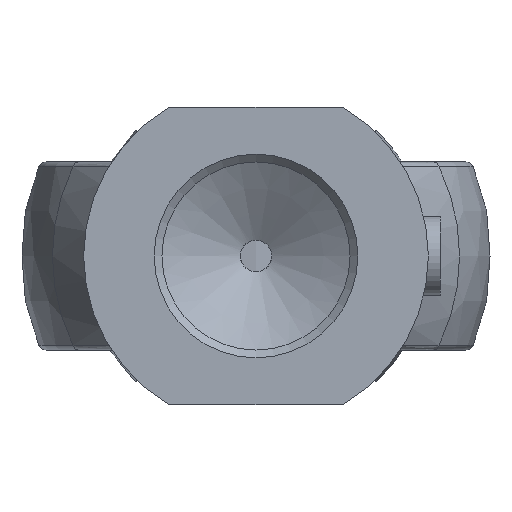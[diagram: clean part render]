
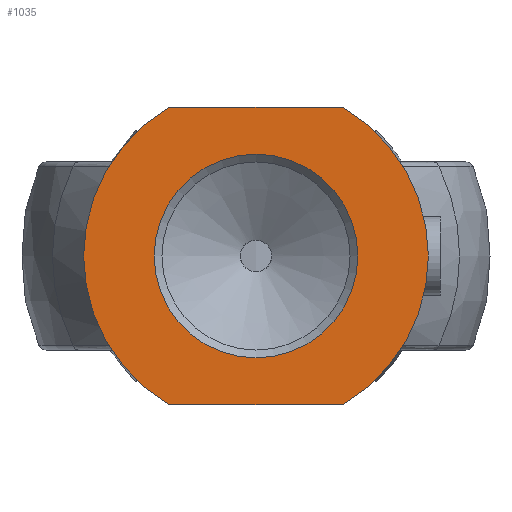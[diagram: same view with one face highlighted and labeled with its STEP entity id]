
A CAD part, front view. The second image highlights one B-rep face of the part: STEP entity #1035.
In plain terms, the highlighted planar face has unit normal (0, -1, 0).
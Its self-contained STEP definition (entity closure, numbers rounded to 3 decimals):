
#5 = VERTEX_POINT ( 'NONE', #2844 ) ;
#50 = EDGE_LOOP ( 'NONE', ( #1378 ) ) ;
#58 = CARTESIAN_POINT ( 'NONE',  ( 0., -50., 0. ) ) ;
#77 = EDGE_CURVE ( 'NONE', #268, #2741, #304, .T. ) ;
#82 = EDGE_CURVE ( 'NONE', #2770, #2770, #931, .T. ) ;
#95 = EDGE_CURVE ( 'NONE', #5, #665, #2664, .T. ) ;
#101 = DIRECTION ( 'NONE',  ( 0., 0., -1. ) ) ;
#160 = EDGE_LOOP ( 'NONE', ( #1825, #1454, #2937, #1103, #453, #738, #493, #2413 ) ) ;
#256 = VERTEX_POINT ( 'NONE', #694 ) ;
#268 = VERTEX_POINT ( 'NONE', #1386 ) ;
#277 = CARTESIAN_POINT ( 'NONE',  ( 5.593, -50., 9.472 ) ) ;
#304 = CIRCLE ( 'NONE', #695, 0.2 ) ;
#453 = ORIENTED_EDGE ( 'NONE', *, *, #1809, .T. ) ;
#469 = EDGE_CURVE ( 'NONE', #5, #2125, #2716, .T. ) ;
#493 = ORIENTED_EDGE ( 'NONE', *, *, #686, .F. ) ;
#522 = CIRCLE ( 'NONE', #2866, 0.2 ) ;
#593 = DIRECTION ( 'NONE',  ( 0., -1., 0. ) ) ;
#621 = CARTESIAN_POINT ( 'NONE',  ( -5.491, -50., -9.3 ) ) ;
#632 = DIRECTION ( 'NONE',  ( 0., 0., -1. ) ) ;
#665 = VERTEX_POINT ( 'NONE', #2440 ) ;
#686 = EDGE_CURVE ( 'NONE', #268, #256, #1836, .T. ) ;
#687 = FACE_BOUND ( 'NONE', #50, .T. ) ;
#694 = CARTESIAN_POINT ( 'NONE',  ( 5.491, -50., 9.5 ) ) ;
#695 = AXIS2_PLACEMENT_3D ( 'NONE', #2165, #593, #101 ) ;
#734 = CARTESIAN_POINT ( 'NONE',  ( 5.593, -50., -9.472 ) ) ;
#738 = ORIENTED_EDGE ( 'NONE', *, *, #1906, .T. ) ;
#746 = AXIS2_PLACEMENT_3D ( 'NONE', #1778, #2177, #1972 ) ;
#793 = CARTESIAN_POINT ( 'NONE',  ( 5.491, -50., -9.3 ) ) ;
#834 = VECTOR ( 'NONE', #2752, 1000. ) ;
#836 = AXIS2_PLACEMENT_3D ( 'NONE', #2954, #2264, #2057 ) ;
#922 = FACE_OUTER_BOUND ( 'NONE', #160, .T. ) ;
#931 = CIRCLE ( 'NONE', #746, 6.5 ) ;
#985 = CIRCLE ( 'NONE', #1619, 11. ) ;
#1035 = ADVANCED_FACE ( 'NONE', ( #687, #922 ), #2735, .T. ) ;
#1050 = DIRECTION ( 'NONE',  ( 0., -1., 0. ) ) ;
#1103 = ORIENTED_EDGE ( 'NONE', *, *, #469, .T. ) ;
#1169 = DIRECTION ( 'NONE',  ( 0., -1., 0. ) ) ;
#1378 = ORIENTED_EDGE ( 'NONE', *, *, #82, .T. ) ;
#1386 = CARTESIAN_POINT ( 'NONE',  ( -5.491, -50., 9.5 ) ) ;
#1454 = ORIENTED_EDGE ( 'NONE', *, *, #2910, .T. ) ;
#1459 = DIRECTION ( 'NONE',  ( 0., -1., 0. ) ) ;
#1475 = DIRECTION ( 'NONE',  ( 0., 0., -1. ) ) ;
#1490 = DIRECTION ( 'NONE',  ( 0., 0., -1. ) ) ;
#1619 = AXIS2_PLACEMENT_3D ( 'NONE', #1927, #1459, #1475 ) ;
#1623 = CIRCLE ( 'NONE', #1671, 11. ) ;
#1671 = AXIS2_PLACEMENT_3D ( 'NONE', #58, #1169, #2081 ) ;
#1718 = DIRECTION ( 'NONE',  ( -1., 0., 0. ) ) ;
#1743 = DIRECTION ( 'NONE',  ( 0., -1., 0. ) ) ;
#1778 = CARTESIAN_POINT ( 'NONE',  ( 0., -50., 0. ) ) ;
#1809 = EDGE_CURVE ( 'NONE', #2125, #2131, #985, .T. ) ;
#1825 = ORIENTED_EDGE ( 'NONE', *, *, #2680, .T. ) ;
#1836 = LINE ( 'NONE', #2304, #834 ) ;
#1900 = VECTOR ( 'NONE', #1718, 1000. ) ;
#1906 = EDGE_CURVE ( 'NONE', #2131, #256, #522, .T. ) ;
#1927 = CARTESIAN_POINT ( 'NONE',  ( 0., -50., 0. ) ) ;
#1972 = DIRECTION ( 'NONE',  ( 0., 0., -1. ) ) ;
#1994 = DIRECTION ( 'NONE',  ( 0., 0., -1. ) ) ;
#2057 = DIRECTION ( 'NONE',  ( 0., 0., -1. ) ) ;
#2081 = DIRECTION ( 'NONE',  ( 0., 0., -1. ) ) ;
#2125 = VERTEX_POINT ( 'NONE', #734 ) ;
#2131 = VERTEX_POINT ( 'NONE', #277 ) ;
#2165 = CARTESIAN_POINT ( 'NONE',  ( -5.491, -50., 9.3 ) ) ;
#2177 = DIRECTION ( 'NONE',  ( 0., 1., 0. ) ) ;
#2182 = AXIS2_PLACEMENT_3D ( 'NONE', #793, #1743, #1490 ) ;
#2264 = DIRECTION ( 'NONE',  ( 0., -1., 0. ) ) ;
#2278 = VERTEX_POINT ( 'NONE', #2314 ) ;
#2304 = CARTESIAN_POINT ( 'NONE',  ( -15., -50., 9.5 ) ) ;
#2314 = CARTESIAN_POINT ( 'NONE',  ( -5.593, -50., -9.472 ) ) ;
#2333 = CARTESIAN_POINT ( 'NONE',  ( 0., -50., -6.5 ) ) ;
#2413 = ORIENTED_EDGE ( 'NONE', *, *, #77, .T. ) ;
#2438 = AXIS2_PLACEMENT_3D ( 'NONE', #621, #2484, #632 ) ;
#2440 = CARTESIAN_POINT ( 'NONE',  ( -5.491, -50., -9.5 ) ) ;
#2465 = CARTESIAN_POINT ( 'NONE',  ( 5.491, -50., 9.3 ) ) ;
#2484 = DIRECTION ( 'NONE',  ( 0., -1., 0. ) ) ;
#2587 = CIRCLE ( 'NONE', #2438, 0.2 ) ;
#2664 = LINE ( 'NONE', #2889, #1900 ) ;
#2680 = EDGE_CURVE ( 'NONE', #2741, #2278, #1623, .T. ) ;
#2716 = CIRCLE ( 'NONE', #2182, 0.2 ) ;
#2735 = PLANE ( 'NONE',  #836 ) ;
#2741 = VERTEX_POINT ( 'NONE', #2829 ) ;
#2752 = DIRECTION ( 'NONE',  ( 1., 0., 0. ) ) ;
#2770 = VERTEX_POINT ( 'NONE', #2333 ) ;
#2829 = CARTESIAN_POINT ( 'NONE',  ( -5.593, -50., 9.472 ) ) ;
#2844 = CARTESIAN_POINT ( 'NONE',  ( 5.491, -50., -9.5 ) ) ;
#2866 = AXIS2_PLACEMENT_3D ( 'NONE', #2465, #1050, #1994 ) ;
#2889 = CARTESIAN_POINT ( 'NONE',  ( -15., -50., -9.5 ) ) ;
#2910 = EDGE_CURVE ( 'NONE', #2278, #665, #2587, .T. ) ;
#2937 = ORIENTED_EDGE ( 'NONE', *, *, #95, .F. ) ;
#2954 = CARTESIAN_POINT ( 'NONE',  ( 0., -50., 0. ) ) ;
